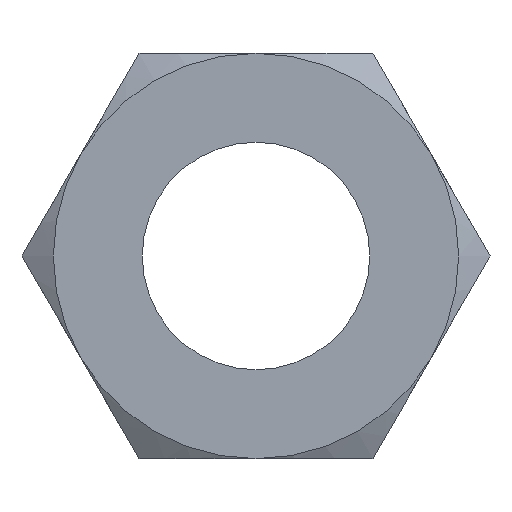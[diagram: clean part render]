
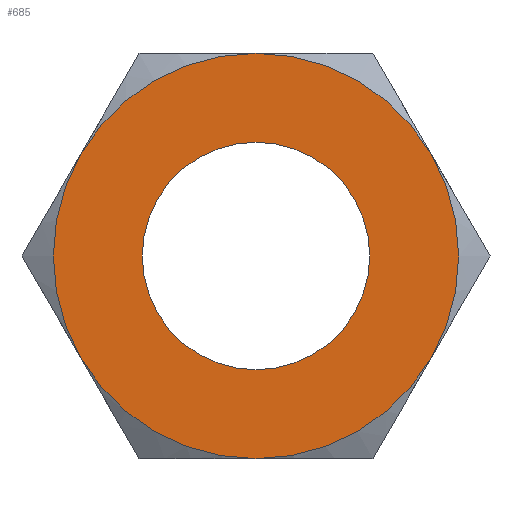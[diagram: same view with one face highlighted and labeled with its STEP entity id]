
A CAD part, front view. The second image highlights one B-rep face of the part: STEP entity #685.
In plain terms, the highlighted planar face has unit normal (0, -1, 0).
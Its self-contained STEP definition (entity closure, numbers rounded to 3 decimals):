
#18 = EDGE_CURVE ( 'NONE', #570, #215, #707, .T. ) ;
#31 = ORIENTED_EDGE ( 'NONE', *, *, #181, .T. ) ;
#40 = ORIENTED_EDGE ( 'NONE', *, *, #18, .F. ) ;
#47 = ORIENTED_EDGE ( 'NONE', *, *, #266, .T. ) ;
#57 = DIRECTION ( 'NONE',  ( 0., 1., 0. ) ) ;
#69 = CIRCLE ( 'NONE', #709, 5.053 ) ;
#76 = EDGE_CURVE ( 'NONE', #620, #570, #208, .T. ) ;
#90 = EDGE_LOOP ( 'NONE', ( #145, #40, #226, #431, #672, #318 ) ) ;
#105 = EDGE_CURVE ( 'NONE', #215, #564, #273, .T. ) ;
#118 = DIRECTION ( 'NONE',  ( 0., 0., 1. ) ) ;
#119 = CARTESIAN_POINT ( 'NONE',  ( 0., -10.8, 0. ) ) ;
#124 = AXIS2_PLACEMENT_3D ( 'NONE', #269, #57, #337 ) ;
#126 = EDGE_CURVE ( 'NONE', #623, #574, #400, .T. ) ;
#132 = CARTESIAN_POINT ( 'NONE',  ( 7.794, -10.8, 4.5 ) ) ;
#141 = DIRECTION ( 'NONE',  ( 0., 0., 1. ) ) ;
#145 = ORIENTED_EDGE ( 'NONE', *, *, #105, .F. ) ;
#160 = VERTEX_POINT ( 'NONE', #190 ) ;
#176 = DIRECTION ( 'NONE',  ( 0., 1., 0. ) ) ;
#181 = EDGE_CURVE ( 'NONE', #447, #160, #69, .T. ) ;
#190 = CARTESIAN_POINT ( 'NONE',  ( 0., -10.8, -5.053 ) ) ;
#193 = CARTESIAN_POINT ( 'NONE',  ( 0., -10.8, 0. ) ) ;
#208 = CIRCLE ( 'NONE', #232, 9. ) ;
#215 = VERTEX_POINT ( 'NONE', #552 ) ;
#226 = ORIENTED_EDGE ( 'NONE', *, *, #76, .F. ) ;
#232 = AXIS2_PLACEMENT_3D ( 'NONE', #468, #420, #708 ) ;
#245 = DIRECTION ( 'NONE',  ( 0., 1., 0. ) ) ;
#263 = PLANE ( 'NONE',  #682 ) ;
#266 = EDGE_CURVE ( 'NONE', #160, #447, #531, .T. ) ;
#269 = CARTESIAN_POINT ( 'NONE',  ( 0., -10.8, 0. ) ) ;
#273 = CIRCLE ( 'NONE', #445, 9. ) ;
#282 = DIRECTION ( 'NONE',  ( 0., 1., 0. ) ) ;
#300 = DIRECTION ( 'NONE',  ( 0., 1., 0. ) ) ;
#318 = ORIENTED_EDGE ( 'NONE', *, *, #641, .F. ) ;
#321 = CARTESIAN_POINT ( 'NONE',  ( -7.794, -10.8, 4.5 ) ) ;
#337 = DIRECTION ( 'NONE',  ( 0., 0., 1. ) ) ;
#359 = CARTESIAN_POINT ( 'NONE',  ( 0., -10.8, 0. ) ) ;
#367 = AXIS2_PLACEMENT_3D ( 'NONE', #590, #714, #422 ) ;
#368 = CARTESIAN_POINT ( 'NONE',  ( -7.794, -10.8, -4.5 ) ) ;
#395 = FACE_OUTER_BOUND ( 'NONE', #90, .T. ) ;
#400 = CIRCLE ( 'NONE', #582, 9. ) ;
#420 = DIRECTION ( 'NONE',  ( 0., 1., 0. ) ) ;
#422 = DIRECTION ( 'NONE',  ( 0., 0., 1. ) ) ;
#423 = EDGE_CURVE ( 'NONE', #574, #620, #742, .T. ) ;
#429 = CARTESIAN_POINT ( 'NONE',  ( 7.794, -10.8, -4.5 ) ) ;
#431 = ORIENTED_EDGE ( 'NONE', *, *, #423, .F. ) ;
#445 = AXIS2_PLACEMENT_3D ( 'NONE', #119, #245, #717 ) ;
#447 = VERTEX_POINT ( 'NONE', #654 ) ;
#468 = CARTESIAN_POINT ( 'NONE',  ( 0., -10.8, 0. ) ) ;
#472 = AXIS2_PLACEMENT_3D ( 'NONE', #548, #484, #490 ) ;
#478 = DIRECTION ( 'NONE',  ( 0., 0., 1. ) ) ;
#484 = DIRECTION ( 'NONE',  ( 0., 1., 0. ) ) ;
#490 = DIRECTION ( 'NONE',  ( 0., 0., 1. ) ) ;
#531 = CIRCLE ( 'NONE', #124, 5.053 ) ;
#548 = CARTESIAN_POINT ( 'NONE',  ( 0., -10.8, 0. ) ) ;
#552 = CARTESIAN_POINT ( 'NONE',  ( 0., -10.8, 9. ) ) ;
#564 = VERTEX_POINT ( 'NONE', #132 ) ;
#570 = VERTEX_POINT ( 'NONE', #321 ) ;
#574 = VERTEX_POINT ( 'NONE', #673 ) ;
#582 = AXIS2_PLACEMENT_3D ( 'NONE', #593, #300, #478 ) ;
#590 = CARTESIAN_POINT ( 'NONE',  ( 0., -10.8, 0. ) ) ;
#593 = CARTESIAN_POINT ( 'NONE',  ( 0., -10.8, 0. ) ) ;
#594 = AXIS2_PLACEMENT_3D ( 'NONE', #359, #176, #118 ) ;
#618 = CARTESIAN_POINT ( 'NONE',  ( 5.053, -10.8, 0. ) ) ;
#620 = VERTEX_POINT ( 'NONE', #368 ) ;
#623 = VERTEX_POINT ( 'NONE', #429 ) ;
#641 = EDGE_CURVE ( 'NONE', #564, #623, #658, .T. ) ;
#654 = CARTESIAN_POINT ( 'NONE',  ( 0., -10.8, 5.053 ) ) ;
#658 = CIRCLE ( 'NONE', #472, 9. ) ;
#664 = DIRECTION ( 'NONE',  ( 0., 1., 0. ) ) ;
#672 = ORIENTED_EDGE ( 'NONE', *, *, #126, .F. ) ;
#673 = CARTESIAN_POINT ( 'NONE',  ( 0., -10.8, -9. ) ) ;
#681 = FACE_BOUND ( 'NONE', #697, .T. ) ;
#682 = AXIS2_PLACEMENT_3D ( 'NONE', #618, #282, #689 ) ;
#685 = ADVANCED_FACE ( 'NONE', ( #395, #681 ), #263, .F. ) ;
#689 = DIRECTION ( 'NONE',  ( 0., 0., 1. ) ) ;
#697 = EDGE_LOOP ( 'NONE', ( #31, #47 ) ) ;
#707 = CIRCLE ( 'NONE', #367, 9. ) ;
#708 = DIRECTION ( 'NONE',  ( 0., 0., 1. ) ) ;
#709 = AXIS2_PLACEMENT_3D ( 'NONE', #193, #664, #141 ) ;
#714 = DIRECTION ( 'NONE',  ( 0., 1., 0. ) ) ;
#717 = DIRECTION ( 'NONE',  ( 0., 0., 1. ) ) ;
#742 = CIRCLE ( 'NONE', #594, 9. ) ;
